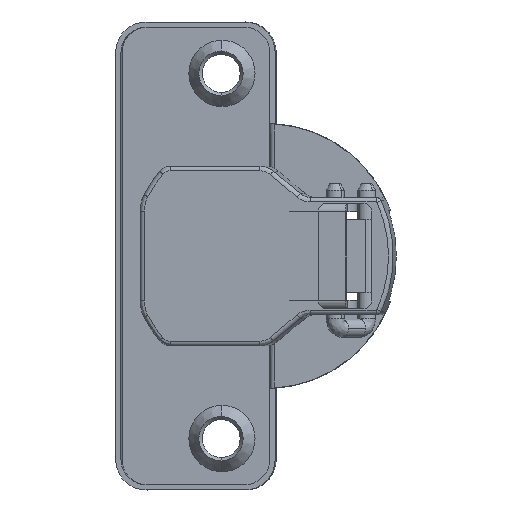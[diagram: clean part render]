
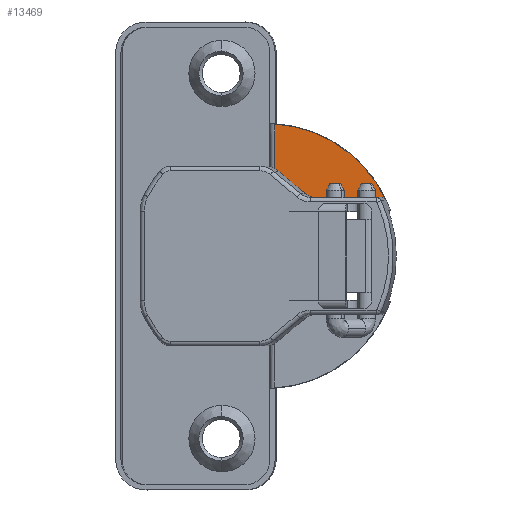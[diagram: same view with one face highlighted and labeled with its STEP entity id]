
A CAD part, left-side view. The second image highlights one B-rep face of the part: STEP entity #13469.
In plain terms, the highlighted face is planar.
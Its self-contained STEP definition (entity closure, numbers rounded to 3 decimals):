
#990 = VECTOR ( 'NONE', #9668, 1000. ) ;
#1792 = ORIENTED_EDGE ( 'NONE', *, *, #35541, .T. ) ;
#1991 = DIRECTION ( 'NONE',  ( 0., 1., 0. ) ) ;
#2187 = DIRECTION ( 'NONE',  ( 0., 1., 0. ) ) ;
#3159 = EDGE_CURVE ( 'NONE', #33471, #19484, #12813, .T. ) ;
#3339 = DIRECTION ( 'NONE',  ( -1., 0., 0. ) ) ;
#3587 = VERTEX_POINT ( 'NONE', #9028 ) ;
#3865 = CARTESIAN_POINT ( 'NONE',  ( 11.145, -0.48, 3.6 ) ) ;
#5062 = DIRECTION ( 'NONE',  ( 1., 0., 0. ) ) ;
#5730 = ORIENTED_EDGE ( 'NONE', *, *, #22225, .T. ) ;
#5946 = CARTESIAN_POINT ( 'NONE',  ( 7.7, -5.35, 3.6 ) ) ;
#7715 = VECTOR ( 'NONE', #31487, 1000. ) ;
#8147 = DIRECTION ( 'NONE',  ( 0., 0., 1. ) ) ;
#8626 = ORIENTED_EDGE ( 'NONE', *, *, #15974, .T. ) ;
#8687 = DIRECTION ( 'NONE',  ( 0., 1., 0. ) ) ;
#8718 = AXIS2_PLACEMENT_3D ( 'NONE', #10495, #26988, #1991 ) ;
#8773 = AXIS2_PLACEMENT_3D ( 'NONE', #14846, #25719, #8687 ) ;
#9028 = CARTESIAN_POINT ( 'NONE',  ( 11.473, 0.007, 3.6 ) ) ;
#9654 = CIRCLE ( 'NONE', #22394, 2.8 ) ;
#9668 = DIRECTION ( 'NONE',  ( -0.643, -0.766, 0. ) ) ;
#9808 = ORIENTED_EDGE ( 'NONE', *, *, #35586, .T. ) ;
#10495 = CARTESIAN_POINT ( 'NONE',  ( 9.8, -5.35, 3.6 ) ) ;
#11907 = VERTEX_POINT ( 'NONE', #25904 ) ;
#12212 = CARTESIAN_POINT ( 'NONE',  ( 9., 1.32, 3.6 ) ) ;
#12346 = CIRCLE ( 'NONE', #15226, 17.4 ) ;
#12453 = VERTEX_POINT ( 'NONE', #24197 ) ;
#12681 = EDGE_LOOP ( 'NONE', ( #32598, #5730, #8626, #20311, #9808, #1792, #31742 ) ) ;
#12813 = CIRCLE ( 'NONE', #8718, 2.1 ) ;
#13469 = ADVANCED_FACE ( 'NONE', ( #21925 ), #32983, .T. ) ;
#14846 = CARTESIAN_POINT ( 'NONE',  ( 7., -14.012, 3.6 ) ) ;
#15226 = AXIS2_PLACEMENT_3D ( 'NONE', #34982, #18660, #2187 ) ;
#15900 = VERTEX_POINT ( 'NONE', #17567 ) ;
#15974 = EDGE_CURVE ( 'NONE', #15900, #12453, #12346, .T. ) ;
#16028 = CARTESIAN_POINT ( 'NONE',  ( 8.191, -4., 3.6 ) ) ;
#17567 = CARTESIAN_POINT ( 'NONE',  ( 7.293, -14.648, 3.6 ) ) ;
#18660 = DIRECTION ( 'NONE',  ( 0., 0., 1. ) ) ;
#19484 = VERTEX_POINT ( 'NONE', #16028 ) ;
#20071 = LINE ( 'NONE', #28779, #7715 ) ;
#20311 = ORIENTED_EDGE ( 'NONE', *, *, #30863, .T. ) ;
#20953 = CIRCLE ( 'NONE', #8773, 0.7 ) ;
#21732 = VERTEX_POINT ( 'NONE', #32375 ) ;
#21925 = FACE_OUTER_BOUND ( 'NONE', #12681, .T. ) ;
#22225 = EDGE_CURVE ( 'NONE', #11907, #15900, #20953, .T. ) ;
#22394 = AXIS2_PLACEMENT_3D ( 'NONE', #12212, #23251, #34318 ) ;
#23251 = DIRECTION ( 'NONE',  ( 0., 0., -1. ) ) ;
#23648 = EDGE_CURVE ( 'NONE', #33471, #11907, #20071, .T. ) ;
#24117 = CARTESIAN_POINT ( 'NONE',  ( 7.233, -14.736, 3.6 ) ) ;
#24135 = AXIS2_PLACEMENT_3D ( 'NONE', #24117, #8147, #5062 ) ;
#24197 = CARTESIAN_POINT ( 'NONE',  ( 17.362, 0.007, 3.6 ) ) ;
#25719 = DIRECTION ( 'NONE',  ( 0., 0., -1. ) ) ;
#25904 = CARTESIAN_POINT ( 'NONE',  ( 7.7, -14.012, 3.6 ) ) ;
#26988 = DIRECTION ( 'NONE',  ( 0., 0., -1. ) ) ;
#27821 = CARTESIAN_POINT ( 'NONE',  ( 14.434, 0.007, 3.6 ) ) ;
#28533 = LINE ( 'NONE', #27821, #29056 ) ;
#28779 = CARTESIAN_POINT ( 'NONE',  ( 7.7, -7.364, 3.6 ) ) ;
#29056 = VECTOR ( 'NONE', #3339, 1000. ) ;
#30863 = EDGE_CURVE ( 'NONE', #12453, #3587, #28533, .T. ) ;
#31487 = DIRECTION ( 'NONE',  ( 0., -1., 0. ) ) ;
#31742 = ORIENTED_EDGE ( 'NONE', *, *, #3159, .F. ) ;
#32375 = CARTESIAN_POINT ( 'NONE',  ( 11.145, -0.48, 3.6 ) ) ;
#32598 = ORIENTED_EDGE ( 'NONE', *, *, #23648, .T. ) ;
#32983 = PLANE ( 'NONE',  #24135 ) ;
#33471 = VERTEX_POINT ( 'NONE', #5946 ) ;
#33776 = LINE ( 'NONE', #3865, #990 ) ;
#34318 = DIRECTION ( 'NONE',  ( 0., 1., 0. ) ) ;
#34982 = CARTESIAN_POINT ( 'NONE',  ( 0., 1.15, 3.6 ) ) ;
#35541 = EDGE_CURVE ( 'NONE', #21732, #19484, #33776, .T. ) ;
#35586 = EDGE_CURVE ( 'NONE', #3587, #21732, #9654, .T. ) ;
